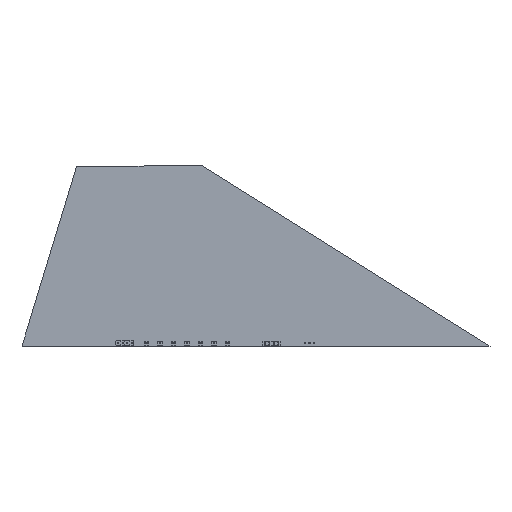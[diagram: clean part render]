
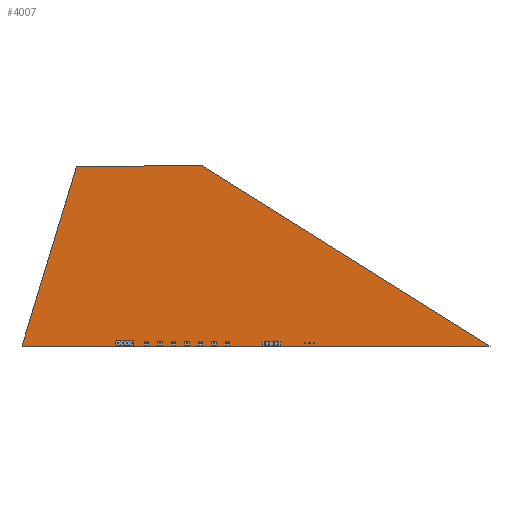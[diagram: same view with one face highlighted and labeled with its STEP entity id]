
A CAD part, top view. The second image highlights one B-rep face of the part: STEP entity #4007.
In plain terms, the highlighted planar face has unit normal (0, 0, 1).
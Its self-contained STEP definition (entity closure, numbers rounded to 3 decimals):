
#3689 = VERTEX_POINT('',#3690);
#3690 = CARTESIAN_POINT('',(280.75,-140.085,1.51));
#3696 = EDGE_CURVE('',#3689,#3697,#3699,.T.);
#3697 = VERTEX_POINT('',#3698);
#3698 = CARTESIAN_POINT('',(56.557,-140.085,1.51));
#3699 = LINE('',#3700,#3701);
#3700 = CARTESIAN_POINT('',(280.75,-140.085,1.51));
#3701 = VECTOR('',#3702,1.);
#3702 = DIRECTION('',(-1.,0.,0.));
#3729 = VERTEX_POINT('',#3730);
#3730 = CARTESIAN_POINT('',(118.495,-38.477,1.51));
#3736 = EDGE_CURVE('',#3729,#3689,#3737,.T.);
#3737 = LINE('',#3738,#3739);
#3738 = CARTESIAN_POINT('',(118.495,-38.477,1.51));
#3739 = VECTOR('',#3740,1.);
#3740 = DIRECTION('',(0.848,-0.531,0.));
#3758 = EDGE_CURVE('',#3697,#3759,#3761,.T.);
#3759 = VERTEX_POINT('',#3760);
#3760 = CARTESIAN_POINT('',(16.7,-140.102,1.51));
#3761 = LINE('',#3762,#3763);
#3762 = CARTESIAN_POINT('',(56.557,-140.085,1.51));
#3763 = VECTOR('',#3764,1.);
#3764 = DIRECTION('',(-1.,0.,0.));
#4007 = ADVANCED_FACE('',(#4008,#4027,#4038,#4049,#4060,#4071,#4082,
    #4093,#4104,#4115,#4126,#4137,#4148,#4159,#4170,#4181,#4192,#4203,
    #4214),#4225,.T.);
#4008 = FACE_BOUND('',#4009,.T.);
#4009 = EDGE_LOOP('',(#4010,#4011,#4012,#4020,#4026));
#4010 = ORIENTED_EDGE('',*,*,#3696,.F.);
#4011 = ORIENTED_EDGE('',*,*,#3736,.F.);
#4012 = ORIENTED_EDGE('',*,*,#4013,.F.);
#4013 = EDGE_CURVE('',#4014,#3729,#4016,.T.);
#4014 = VERTEX_POINT('',#4015);
#4015 = CARTESIAN_POINT('',(47.501,-38.552,1.51));
#4016 = LINE('',#4017,#4018);
#4017 = CARTESIAN_POINT('',(47.501,-38.552,1.51));
#4018 = VECTOR('',#4019,1.);
#4019 = DIRECTION('',(1.,0.001,0.));
#4020 = ORIENTED_EDGE('',*,*,#4021,.F.);
#4021 = EDGE_CURVE('',#3759,#4014,#4022,.T.);
#4022 = LINE('',#4023,#4024);
#4023 = CARTESIAN_POINT('',(16.7,-140.102,1.51));
#4024 = VECTOR('',#4025,1.);
#4025 = DIRECTION('',(0.29,0.957,0.));
#4026 = ORIENTED_EDGE('',*,*,#3758,.F.);
#4027 = FACE_BOUND('',#4028,.T.);
#4028 = EDGE_LOOP('',(#4029));
#4029 = ORIENTED_EDGE('',*,*,#4030,.T.);
#4030 = EDGE_CURVE('',#4031,#4031,#4033,.T.);
#4031 = VERTEX_POINT('',#4032);
#4032 = CARTESIAN_POINT('',(86.92,-139.05,1.51));
#4033 = CIRCLE('',#4034,0.5);
#4034 = AXIS2_PLACEMENT_3D('',#4035,#4036,#4037);
#4035 = CARTESIAN_POINT('',(86.92,-138.55,1.51));
#4036 = DIRECTION('',(-0.,0.,-1.));
#4037 = DIRECTION('',(-0.,-1.,0.));
#4038 = FACE_BOUND('',#4039,.T.);
#4039 = EDGE_LOOP('',(#4040));
#4040 = ORIENTED_EDGE('',*,*,#4041,.T.);
#4041 = EDGE_CURVE('',#4042,#4042,#4044,.T.);
#4042 = VERTEX_POINT('',#4043);
#4043 = CARTESIAN_POINT('',(94.54,-139.05,1.51));
#4044 = CIRCLE('',#4045,0.5);
#4045 = AXIS2_PLACEMENT_3D('',#4046,#4047,#4048);
#4046 = CARTESIAN_POINT('',(94.54,-138.55,1.51));
#4047 = DIRECTION('',(-0.,0.,-1.));
#4048 = DIRECTION('',(-0.,-1.,0.));
#4049 = FACE_BOUND('',#4050,.T.);
#4050 = EDGE_LOOP('',(#4051));
#4051 = ORIENTED_EDGE('',*,*,#4052,.T.);
#4052 = EDGE_CURVE('',#4053,#4053,#4055,.T.);
#4053 = VERTEX_POINT('',#4054);
#4054 = CARTESIAN_POINT('',(102.16,-139.05,1.51));
#4055 = CIRCLE('',#4056,0.5);
#4056 = AXIS2_PLACEMENT_3D('',#4057,#4058,#4059);
#4057 = CARTESIAN_POINT('',(102.16,-138.55,1.51));
#4058 = DIRECTION('',(-0.,0.,-1.));
#4059 = DIRECTION('',(-0.,-1.,0.));
#4060 = FACE_BOUND('',#4061,.T.);
#4061 = EDGE_LOOP('',(#4062));
#4062 = ORIENTED_EDGE('',*,*,#4063,.T.);
#4063 = EDGE_CURVE('',#4064,#4064,#4066,.T.);
#4064 = VERTEX_POINT('',#4065);
#4065 = CARTESIAN_POINT('',(109.78,-139.05,1.51));
#4066 = CIRCLE('',#4067,0.5);
#4067 = AXIS2_PLACEMENT_3D('',#4068,#4069,#4070);
#4068 = CARTESIAN_POINT('',(109.78,-138.55,1.51));
#4069 = DIRECTION('',(-0.,0.,-1.));
#4070 = DIRECTION('',(-0.,-1.,0.));
#4071 = FACE_BOUND('',#4072,.T.);
#4072 = EDGE_LOOP('',(#4073));
#4073 = ORIENTED_EDGE('',*,*,#4074,.T.);
#4074 = EDGE_CURVE('',#4075,#4075,#4077,.T.);
#4075 = VERTEX_POINT('',#4076);
#4076 = CARTESIAN_POINT('',(117.4,-139.05,1.51));
#4077 = CIRCLE('',#4078,0.5);
#4078 = AXIS2_PLACEMENT_3D('',#4079,#4080,#4081);
#4079 = CARTESIAN_POINT('',(117.4,-138.55,1.51));
#4080 = DIRECTION('',(-0.,0.,-1.));
#4081 = DIRECTION('',(-0.,-1.,0.));
#4082 = FACE_BOUND('',#4083,.T.);
#4083 = EDGE_LOOP('',(#4084));
#4084 = ORIENTED_EDGE('',*,*,#4085,.T.);
#4085 = EDGE_CURVE('',#4086,#4086,#4088,.T.);
#4086 = VERTEX_POINT('',#4087);
#4087 = CARTESIAN_POINT('',(125.02,-139.05,1.51));
#4088 = CIRCLE('',#4089,0.5);
#4089 = AXIS2_PLACEMENT_3D('',#4090,#4091,#4092);
#4090 = CARTESIAN_POINT('',(125.02,-138.55,1.51));
#4091 = DIRECTION('',(-0.,0.,-1.));
#4092 = DIRECTION('',(-0.,-1.,0.));
#4093 = FACE_BOUND('',#4094,.T.);
#4094 = EDGE_LOOP('',(#4095));
#4095 = ORIENTED_EDGE('',*,*,#4096,.T.);
#4096 = EDGE_CURVE('',#4097,#4097,#4099,.T.);
#4097 = VERTEX_POINT('',#4098);
#4098 = CARTESIAN_POINT('',(132.64,-139.05,1.51));
#4099 = CIRCLE('',#4100,0.5);
#4100 = AXIS2_PLACEMENT_3D('',#4101,#4102,#4103);
#4101 = CARTESIAN_POINT('',(132.64,-138.55,1.51));
#4102 = DIRECTION('',(-0.,0.,-1.));
#4103 = DIRECTION('',(-0.,-1.,0.));
#4104 = FACE_BOUND('',#4105,.T.);
#4105 = EDGE_LOOP('',(#4106));
#4106 = ORIENTED_EDGE('',*,*,#4107,.T.);
#4107 = EDGE_CURVE('',#4108,#4108,#4110,.T.);
#4108 = VERTEX_POINT('',#4109);
#4109 = CARTESIAN_POINT('',(153.69,-139.15,1.51));
#4110 = CIRCLE('',#4111,0.5);
#4111 = AXIS2_PLACEMENT_3D('',#4112,#4113,#4114);
#4112 = CARTESIAN_POINT('',(153.69,-138.65,1.51));
#4113 = DIRECTION('',(-0.,0.,-1.));
#4114 = DIRECTION('',(-0.,-1.,0.));
#4115 = FACE_BOUND('',#4116,.T.);
#4116 = EDGE_LOOP('',(#4117));
#4117 = ORIENTED_EDGE('',*,*,#4118,.T.);
#4118 = EDGE_CURVE('',#4119,#4119,#4121,.T.);
#4119 = VERTEX_POINT('',#4120);
#4120 = CARTESIAN_POINT('',(156.23,-139.15,1.51));
#4121 = CIRCLE('',#4122,0.5);
#4122 = AXIS2_PLACEMENT_3D('',#4123,#4124,#4125);
#4123 = CARTESIAN_POINT('',(156.23,-138.65,1.51));
#4124 = DIRECTION('',(-0.,0.,-1.));
#4125 = DIRECTION('',(-0.,-1.,0.));
#4126 = FACE_BOUND('',#4127,.T.);
#4127 = EDGE_LOOP('',(#4128));
#4128 = ORIENTED_EDGE('',*,*,#4129,.T.);
#4129 = EDGE_CURVE('',#4130,#4130,#4132,.T.);
#4130 = VERTEX_POINT('',#4131);
#4131 = CARTESIAN_POINT('',(158.77,-139.15,1.51));
#4132 = CIRCLE('',#4133,0.5);
#4133 = AXIS2_PLACEMENT_3D('',#4134,#4135,#4136);
#4134 = CARTESIAN_POINT('',(158.77,-138.65,1.51));
#4135 = DIRECTION('',(-0.,0.,-1.));
#4136 = DIRECTION('',(-0.,-1.,0.));
#4137 = FACE_BOUND('',#4138,.T.);
#4138 = EDGE_LOOP('',(#4139));
#4139 = ORIENTED_EDGE('',*,*,#4140,.T.);
#4140 = EDGE_CURVE('',#4141,#4141,#4143,.T.);
#4141 = VERTEX_POINT('',#4142);
#4142 = CARTESIAN_POINT('',(161.31,-139.15,1.51));
#4143 = CIRCLE('',#4144,0.5);
#4144 = AXIS2_PLACEMENT_3D('',#4145,#4146,#4147);
#4145 = CARTESIAN_POINT('',(161.31,-138.65,1.51));
#4146 = DIRECTION('',(-0.,0.,-1.));
#4147 = DIRECTION('',(-0.,-1.,0.));
#4148 = FACE_BOUND('',#4149,.T.);
#4149 = EDGE_LOOP('',(#4150));
#4150 = ORIENTED_EDGE('',*,*,#4151,.T.);
#4151 = EDGE_CURVE('',#4152,#4152,#4154,.T.);
#4152 = VERTEX_POINT('',#4153);
#4153 = CARTESIAN_POINT('',(70.94,-138.975,1.51));
#4154 = CIRCLE('',#4155,0.5);
#4155 = AXIS2_PLACEMENT_3D('',#4156,#4157,#4158);
#4156 = CARTESIAN_POINT('',(70.94,-138.475,1.51));
#4157 = DIRECTION('',(-0.,0.,-1.));
#4158 = DIRECTION('',(-0.,-1.,0.));
#4159 = FACE_BOUND('',#4160,.T.);
#4160 = EDGE_LOOP('',(#4161));
#4161 = ORIENTED_EDGE('',*,*,#4162,.T.);
#4162 = EDGE_CURVE('',#4163,#4163,#4165,.T.);
#4163 = VERTEX_POINT('',#4164);
#4164 = CARTESIAN_POINT('',(73.48,-138.975,1.51));
#4165 = CIRCLE('',#4166,0.5);
#4166 = AXIS2_PLACEMENT_3D('',#4167,#4168,#4169);
#4167 = CARTESIAN_POINT('',(73.48,-138.475,1.51));
#4168 = DIRECTION('',(-0.,0.,-1.));
#4169 = DIRECTION('',(-0.,-1.,0.));
#4170 = FACE_BOUND('',#4171,.T.);
#4171 = EDGE_LOOP('',(#4172));
#4172 = ORIENTED_EDGE('',*,*,#4173,.T.);
#4173 = EDGE_CURVE('',#4174,#4174,#4176,.T.);
#4174 = VERTEX_POINT('',#4175);
#4175 = CARTESIAN_POINT('',(76.02,-138.975,1.51));
#4176 = CIRCLE('',#4177,0.5);
#4177 = AXIS2_PLACEMENT_3D('',#4178,#4179,#4180);
#4178 = CARTESIAN_POINT('',(76.02,-138.475,1.51));
#4179 = DIRECTION('',(-0.,0.,-1.));
#4180 = DIRECTION('',(-0.,-1.,0.));
#4181 = FACE_BOUND('',#4182,.T.);
#4182 = EDGE_LOOP('',(#4183));
#4183 = ORIENTED_EDGE('',*,*,#4184,.T.);
#4184 = EDGE_CURVE('',#4185,#4185,#4187,.T.);
#4185 = VERTEX_POINT('',#4186);
#4186 = CARTESIAN_POINT('',(78.56,-138.975,1.51));
#4187 = CIRCLE('',#4188,0.5);
#4188 = AXIS2_PLACEMENT_3D('',#4189,#4190,#4191);
#4189 = CARTESIAN_POINT('',(78.56,-138.475,1.51));
#4190 = DIRECTION('',(-0.,0.,-1.));
#4191 = DIRECTION('',(-0.,-1.,0.));
#4192 = FACE_BOUND('',#4193,.T.);
#4193 = EDGE_LOOP('',(#4194));
#4194 = ORIENTED_EDGE('',*,*,#4195,.T.);
#4195 = EDGE_CURVE('',#4196,#4196,#4198,.T.);
#4196 = VERTEX_POINT('',#4197);
#4197 = CARTESIAN_POINT('',(176.41,-138.9,1.51));
#4198 = CIRCLE('',#4199,0.5);
#4199 = AXIS2_PLACEMENT_3D('',#4200,#4201,#4202);
#4200 = CARTESIAN_POINT('',(176.41,-138.4,1.51));
#4201 = DIRECTION('',(-0.,0.,-1.));
#4202 = DIRECTION('',(-0.,-1.,0.));
#4203 = FACE_BOUND('',#4204,.T.);
#4204 = EDGE_LOOP('',(#4205));
#4205 = ORIENTED_EDGE('',*,*,#4206,.T.);
#4206 = EDGE_CURVE('',#4207,#4207,#4209,.T.);
#4207 = VERTEX_POINT('',#4208);
#4208 = CARTESIAN_POINT('',(178.95,-138.9,1.51));
#4209 = CIRCLE('',#4210,0.5);
#4210 = AXIS2_PLACEMENT_3D('',#4211,#4212,#4213);
#4211 = CARTESIAN_POINT('',(178.95,-138.4,1.51));
#4212 = DIRECTION('',(-0.,0.,-1.));
#4213 = DIRECTION('',(-0.,-1.,0.));
#4214 = FACE_BOUND('',#4215,.T.);
#4215 = EDGE_LOOP('',(#4216));
#4216 = ORIENTED_EDGE('',*,*,#4217,.T.);
#4217 = EDGE_CURVE('',#4218,#4218,#4220,.T.);
#4218 = VERTEX_POINT('',#4219);
#4219 = CARTESIAN_POINT('',(181.49,-138.9,1.51));
#4220 = CIRCLE('',#4221,0.5);
#4221 = AXIS2_PLACEMENT_3D('',#4222,#4223,#4224);
#4222 = CARTESIAN_POINT('',(181.49,-138.4,1.51));
#4223 = DIRECTION('',(-0.,0.,-1.));
#4224 = DIRECTION('',(-0.,-1.,0.));
#4225 = PLANE('',#4226);
#4226 = AXIS2_PLACEMENT_3D('',#4227,#4228,#4229);
#4227 = CARTESIAN_POINT('',(0.,0.,1.51));
#4228 = DIRECTION('',(0.,0.,1.));
#4229 = DIRECTION('',(1.,0.,-0.));
